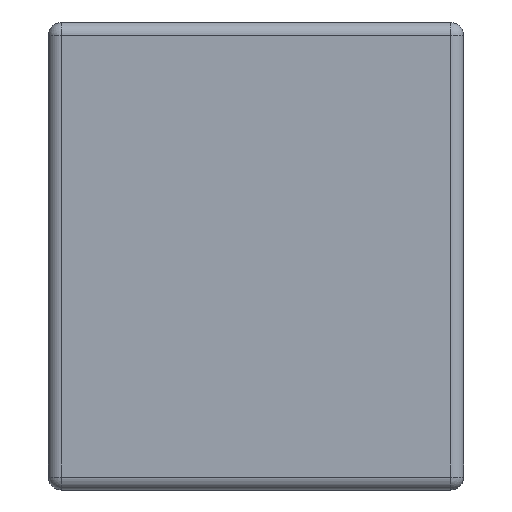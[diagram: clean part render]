
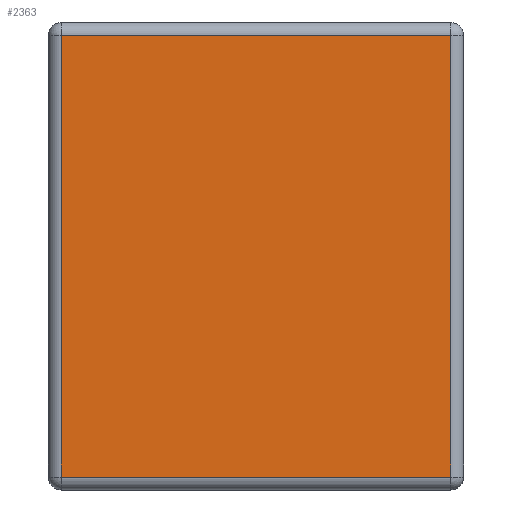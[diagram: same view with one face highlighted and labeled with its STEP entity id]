
A CAD part, left-side view. The second image highlights one B-rep face of the part: STEP entity #2363.
In plain terms, the highlighted face is planar.
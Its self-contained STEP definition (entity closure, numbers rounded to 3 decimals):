
#99=PLANE('',#2626);
#208=FACE_OUTER_BOUND('',#352,.T.);
#352=EDGE_LOOP('',(#1716,#1717,#1718,#1719));
#493=LINE('',#3558,#741);
#496=LINE('',#3580,#744);
#501=LINE('',#3590,#749);
#503=LINE('',#3593,#751);
#741=VECTOR('',#2874,10.);
#744=VECTOR('',#2899,10.);
#749=VECTOR('',#2910,10.);
#751=VECTOR('',#2914,10.);
#1068=VERTEX_POINT('',#3546);
#1071=VERTEX_POINT('',#3553);
#1073=VERTEX_POINT('',#3561);
#1077=VERTEX_POINT('',#3573);
#1305=EDGE_CURVE('',#1068,#1071,#493,.T.);
#1315=EDGE_CURVE('',#1077,#1073,#496,.T.);
#1321=EDGE_CURVE('',#1071,#1077,#501,.T.);
#1323=EDGE_CURVE('',#1073,#1068,#503,.T.);
#1716=ORIENTED_EDGE('',*,*,#1315,.F.);
#1717=ORIENTED_EDGE('',*,*,#1321,.F.);
#1718=ORIENTED_EDGE('',*,*,#1305,.F.);
#1719=ORIENTED_EDGE('',*,*,#1323,.F.);
#2363=ADVANCED_FACE('',(#208),#99,.T.);
#2626=AXIS2_PLACEMENT_3D('',#3610,#2933,#2934);
#2874=DIRECTION('',(0.,0.,1.));
#2899=DIRECTION('',(0.,0.,-1.));
#2910=DIRECTION('',(0.,1.,0.));
#2914=DIRECTION('',(0.,-1.,0.));
#2933=DIRECTION('center_axis',(1.,0.,0.));
#2934=DIRECTION('ref_axis',(0.,1.,0.));
#3546=CARTESIAN_POINT('',(0.3,-0.658,0.05));
#3553=CARTESIAN_POINT('',(0.3,-0.658,1.75));
#3558=CARTESIAN_POINT('',(0.3,-0.658,0.));
#3561=CARTESIAN_POINT('',(0.3,0.842,0.05));
#3573=CARTESIAN_POINT('',(0.3,0.842,1.75));
#3580=CARTESIAN_POINT('',(0.3,0.842,0.));
#3590=CARTESIAN_POINT('',(0.3,-0.308,1.75));
#3593=CARTESIAN_POINT('',(0.3,-0.308,0.05));
#3610=CARTESIAN_POINT('Origin',(0.3,-0.708,0.));
